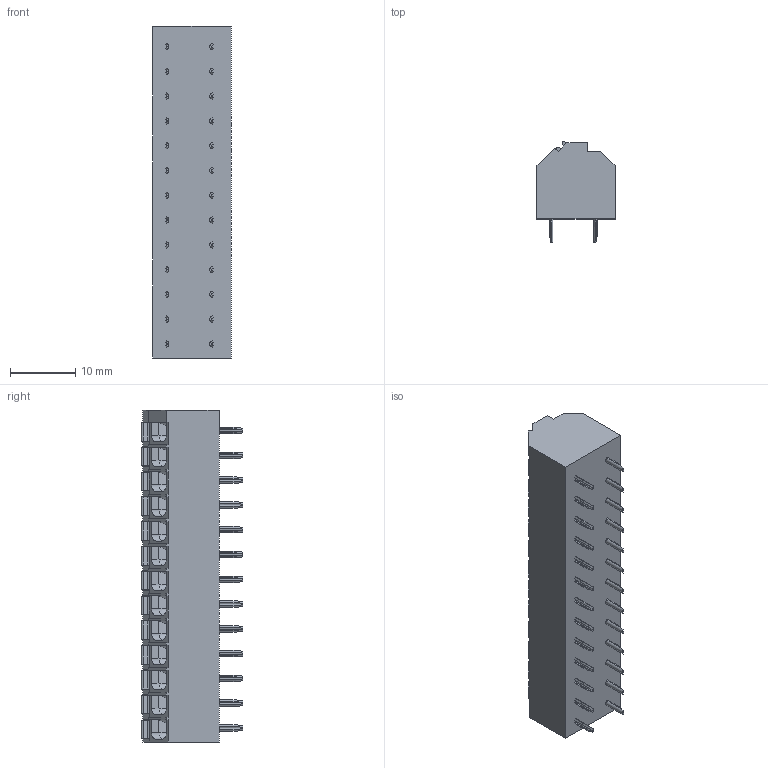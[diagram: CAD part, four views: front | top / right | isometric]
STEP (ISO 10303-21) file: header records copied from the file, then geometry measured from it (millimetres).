
FILE_DESCRIPTION((''),'2;1');
FILE_NAME('1','2024-09-25T',('sj'),(''),'PRO/ENGINEER BY PARAMETRIC TECHNOLOGY CORPORATION, 2013240','PRO/ENGINEER BY PARAMETRIC TECHNOLOGY CORPORATION, 2013240','');
FILE_SCHEMA(('AUTOMOTIVE_DESIGN_CC2 { 1 2 10303 214 -1 1 5 2 }'));
Length unit declared in the file: millimetre
Products named in the file (1): 1
Bounding box: 12 x 15.56 x 51.03 mm (x, y, z)
Volume: 6061 mm3; surface area: 3451.8 mm2
Topology: 1 solids, 1 shells, 673 faces, 1818 edges, 1186 vertices
Faces by surface type: plane 530, cylinder 117, cone 26
Entity records: 20796 total; most frequent: CARTESIAN_POINT 3833, ORIENTED_EDGE 3636, DIRECTION 3320, EDGE_CURVE 1818, VECTOR 1454, LINE 1454, VERTEX_POINT 1186, AXIS2_PLACEMENT_3D 933
